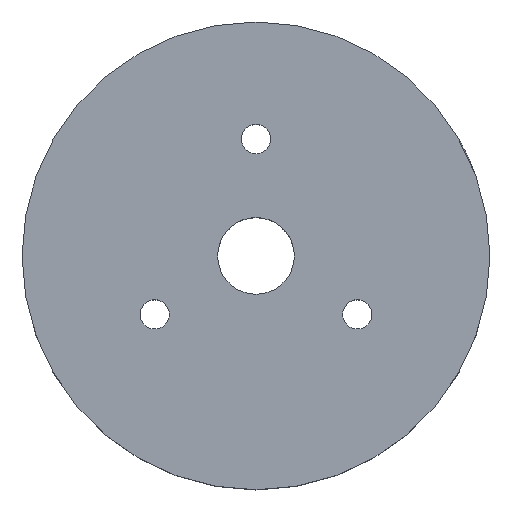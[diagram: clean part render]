
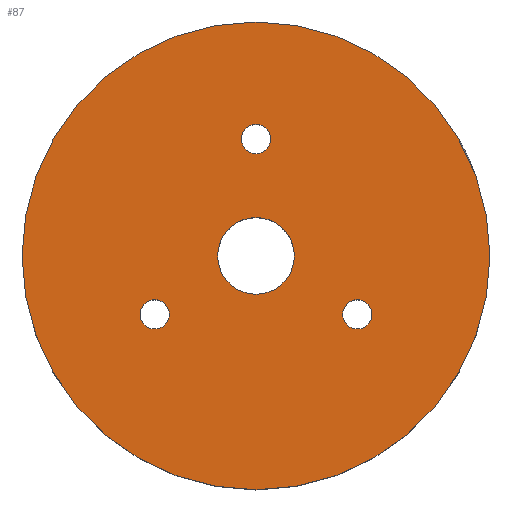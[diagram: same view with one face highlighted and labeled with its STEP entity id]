
A CAD part, top view. The second image highlights one B-rep face of the part: STEP entity #87.
In plain terms, the highlighted planar face has unit normal (0, 0, 1).
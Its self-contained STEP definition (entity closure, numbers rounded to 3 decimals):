
#3 = AXIS2_PLACEMENT_3D ( 'NONE', #538, #378, #34 ) ;
#19 = CARTESIAN_POINT ( 'NONE',  ( 0., 10., 10. ) ) ;
#22 = CARTESIAN_POINT ( 'NONE',  ( 0., 0., 10. ) ) ;
#26 = FACE_BOUND ( 'NONE', #337, .T. ) ;
#32 = ORIENTED_EDGE ( 'NONE', *, *, #541, .F. ) ;
#33 = EDGE_CURVE ( 'NONE', #63, #435, #130, .T. ) ;
#34 = DIRECTION ( 'NONE',  ( 1., 0., 0. ) ) ;
#37 = ORIENTED_EDGE ( 'NONE', *, *, #509, .F. ) ;
#38 = CIRCLE ( 'NONE', #3, 1.25 ) ;
#43 = CARTESIAN_POINT ( 'NONE',  ( 20., 0., 10. ) ) ;
#49 = ORIENTED_EDGE ( 'NONE', *, *, #95, .T. ) ;
#56 = ORIENTED_EDGE ( 'NONE', *, *, #167, .F. ) ;
#63 = VERTEX_POINT ( 'NONE', #92 ) ;
#66 = VERTEX_POINT ( 'NONE', #137 ) ;
#81 = DIRECTION ( 'NONE',  ( 0., 0., 1. ) ) ;
#87 = ADVANCED_FACE ( 'NONE', ( #305, #486, #708, #26, #248 ), #479, .T. ) ;
#92 = CARTESIAN_POINT ( 'NONE',  ( -1.25, 10., 10. ) ) ;
#94 = DIRECTION ( 'NONE',  ( 0., 0., 1. ) ) ;
#95 = EDGE_CURVE ( 'NONE', #155, #406, #549, .T. ) ;
#97 = VERTEX_POINT ( 'NONE', #658 ) ;
#127 = CARTESIAN_POINT ( 'NONE',  ( 1.25, 10., 10. ) ) ;
#130 = CIRCLE ( 'NONE', #418, 1.25 ) ;
#137 = CARTESIAN_POINT ( 'NONE',  ( -9.911, -5., 10. ) ) ;
#139 = EDGE_CURVE ( 'NONE', #693, #66, #357, .T. ) ;
#155 = VERTEX_POINT ( 'NONE', #43 ) ;
#157 = CIRCLE ( 'NONE', #241, 3.275 ) ;
#158 = EDGE_CURVE ( 'NONE', #97, #667, #157, .T. ) ;
#167 = EDGE_CURVE ( 'NONE', #630, #170, #38, .T. ) ;
#170 = VERTEX_POINT ( 'NONE', #603 ) ;
#176 = ORIENTED_EDGE ( 'NONE', *, *, #571, .F. ) ;
#183 = DIRECTION ( 'NONE',  ( 0., 0., 1. ) ) ;
#192 = CARTESIAN_POINT ( 'NONE',  ( 3.275, 0., 10. ) ) ;
#198 = CARTESIAN_POINT ( 'NONE',  ( 0., 0., 10. ) ) ;
#212 = CIRCLE ( 'NONE', #631, 1.25 ) ;
#225 = AXIS2_PLACEMENT_3D ( 'NONE', #527, #482, #599 ) ;
#228 = DIRECTION ( 'NONE',  ( 1., 0., 0. ) ) ;
#241 = AXIS2_PLACEMENT_3D ( 'NONE', #22, #81, #709 ) ;
#242 = DIRECTION ( 'NONE',  ( 1., 0., 0. ) ) ;
#248 = FACE_BOUND ( 'NONE', #317, .T. ) ;
#252 = DIRECTION ( 'NONE',  ( 0., 0., 1. ) ) ;
#264 = AXIS2_PLACEMENT_3D ( 'NONE', #574, #454, #342 ) ;
#278 = AXIS2_PLACEMENT_3D ( 'NONE', #466, #687, #295 ) ;
#282 = AXIS2_PLACEMENT_3D ( 'NONE', #314, #94, #437 ) ;
#288 = ORIENTED_EDGE ( 'NONE', *, *, #343, .F. ) ;
#295 = DIRECTION ( 'NONE',  ( 1., 0., 0. ) ) ;
#299 = CARTESIAN_POINT ( 'NONE',  ( 7.41, -5., 10. ) ) ;
#301 = CARTESIAN_POINT ( 'NONE',  ( 0., 10., 10. ) ) ;
#305 = FACE_BOUND ( 'NONE', #336, .T. ) ;
#307 = AXIS2_PLACEMENT_3D ( 'NONE', #636, #183, #633 ) ;
#314 = CARTESIAN_POINT ( 'NONE',  ( -8.66, -5., 10. ) ) ;
#317 = EDGE_LOOP ( 'NONE', ( #443, #176 ) ) ;
#319 = DIRECTION ( 'NONE',  ( 0., 0., 1. ) ) ;
#322 = CIRCLE ( 'NONE', #513, 1.25 ) ;
#336 = EDGE_LOOP ( 'NONE', ( #517, #288 ) ) ;
#337 = EDGE_LOOP ( 'NONE', ( #37, #656 ) ) ;
#342 = DIRECTION ( 'NONE',  ( 1., 0., 0. ) ) ;
#343 = EDGE_CURVE ( 'NONE', #435, #63, #322, .T. ) ;
#353 = DIRECTION ( 'NONE',  ( 0., 0., 1. ) ) ;
#357 = CIRCLE ( 'NONE', #282, 1.25 ) ;
#378 = DIRECTION ( 'NONE',  ( 0., 0., 1. ) ) ;
#400 = CIRCLE ( 'NONE', #264, 20. ) ;
#406 = VERTEX_POINT ( 'NONE', #468 ) ;
#418 = AXIS2_PLACEMENT_3D ( 'NONE', #301, #432, #475 ) ;
#432 = DIRECTION ( 'NONE',  ( 0., 0., 1. ) ) ;
#435 = VERTEX_POINT ( 'NONE', #127 ) ;
#437 = DIRECTION ( 'NONE',  ( 1., 0., 0. ) ) ;
#443 = ORIENTED_EDGE ( 'NONE', *, *, #158, .F. ) ;
#445 = CIRCLE ( 'NONE', #307, 1.25 ) ;
#454 = DIRECTION ( 'NONE',  ( 0., 0., 1. ) ) ;
#456 = CARTESIAN_POINT ( 'NONE',  ( -7.41, -5., 10. ) ) ;
#466 = CARTESIAN_POINT ( 'NONE',  ( 0., 0., 10. ) ) ;
#468 = CARTESIAN_POINT ( 'NONE',  ( -20., 0., 10. ) ) ;
#475 = DIRECTION ( 'NONE',  ( 1., 0., 0. ) ) ;
#479 = PLANE ( 'NONE',  #516 ) ;
#482 = DIRECTION ( 'NONE',  ( 0., 0., 1. ) ) ;
#486 = FACE_BOUND ( 'NONE', #584, .T. ) ;
#509 = EDGE_CURVE ( 'NONE', #66, #693, #212, .T. ) ;
#513 = AXIS2_PLACEMENT_3D ( 'NONE', #19, #252, #242 ) ;
#516 = AXIS2_PLACEMENT_3D ( 'NONE', #198, #319, #698 ) ;
#517 = ORIENTED_EDGE ( 'NONE', *, *, #33, .F. ) ;
#527 = CARTESIAN_POINT ( 'NONE',  ( 0., 0., 10. ) ) ;
#538 = CARTESIAN_POINT ( 'NONE',  ( 8.66, -5., 10. ) ) ;
#541 = EDGE_CURVE ( 'NONE', #170, #630, #445, .T. ) ;
#549 = CIRCLE ( 'NONE', #225, 20. ) ;
#550 = ORIENTED_EDGE ( 'NONE', *, *, #690, .T. ) ;
#571 = EDGE_CURVE ( 'NONE', #667, #97, #581, .T. ) ;
#574 = CARTESIAN_POINT ( 'NONE',  ( 0., 0., 10. ) ) ;
#576 = CARTESIAN_POINT ( 'NONE',  ( -8.66, -5., 10. ) ) ;
#581 = CIRCLE ( 'NONE', #278, 3.275 ) ;
#584 = EDGE_LOOP ( 'NONE', ( #56, #32 ) ) ;
#599 = DIRECTION ( 'NONE',  ( 1., 0., 0. ) ) ;
#600 = EDGE_LOOP ( 'NONE', ( #550, #49 ) ) ;
#603 = CARTESIAN_POINT ( 'NONE',  ( 9.911, -5., 10. ) ) ;
#630 = VERTEX_POINT ( 'NONE', #299 ) ;
#631 = AXIS2_PLACEMENT_3D ( 'NONE', #576, #353, #228 ) ;
#633 = DIRECTION ( 'NONE',  ( 1., 0., 0. ) ) ;
#636 = CARTESIAN_POINT ( 'NONE',  ( 8.66, -5., 10. ) ) ;
#656 = ORIENTED_EDGE ( 'NONE', *, *, #139, .F. ) ;
#658 = CARTESIAN_POINT ( 'NONE',  ( -3.275, 0., 10. ) ) ;
#667 = VERTEX_POINT ( 'NONE', #192 ) ;
#687 = DIRECTION ( 'NONE',  ( 0., 0., 1. ) ) ;
#690 = EDGE_CURVE ( 'NONE', #406, #155, #400, .T. ) ;
#693 = VERTEX_POINT ( 'NONE', #456 ) ;
#698 = DIRECTION ( 'NONE',  ( 1., 0., 0. ) ) ;
#708 = FACE_OUTER_BOUND ( 'NONE', #600, .T. ) ;
#709 = DIRECTION ( 'NONE',  ( 1., 0., 0. ) ) ;
